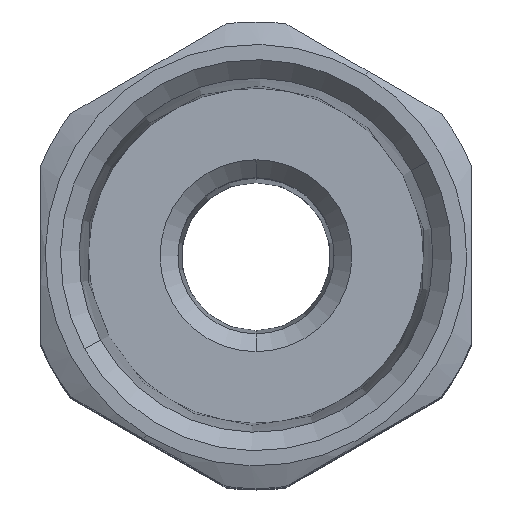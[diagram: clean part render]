
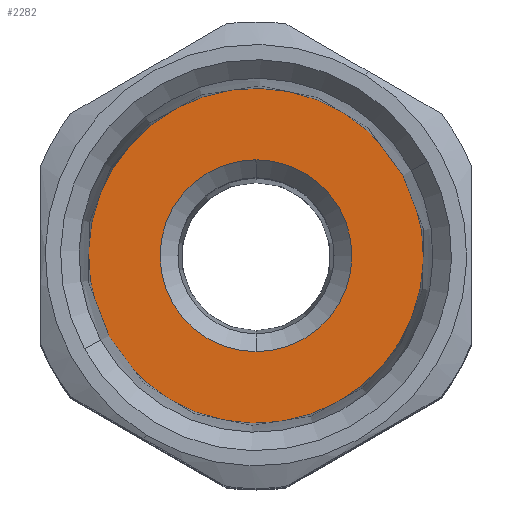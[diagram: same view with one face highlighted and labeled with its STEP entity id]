
A CAD part, top view. The second image highlights one B-rep face of the part: STEP entity #2282.
In plain terms, the highlighted planar face has unit normal (0, 0, 1).
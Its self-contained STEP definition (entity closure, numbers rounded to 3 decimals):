
#2244=AXIS2_PLACEMENT_3D('Plane Axis2P3D',#2241,#2242,#2243) ;
#2248=AXIS2_PLACEMENT_3D('Circle Axis2P3D',#2246,#2247,$) ;
#2257=AXIS2_PLACEMENT_3D('Circle Axis2P3D',#2255,#2256,$) ;
#2266=AXIS2_PLACEMENT_3D('Circle Axis2P3D',#2264,#2265,$) ;
#2275=AXIS2_PLACEMENT_3D('Circle Axis2P3D',#2273,#2274,$) ;
#2241=CARTESIAN_POINT('Axis2P3D Location',(12.,13.,49.75)) ;
#2246=CARTESIAN_POINT('Axis2P3D Location',(12.,13.,49.75)) ;
#2250=CARTESIAN_POINT('Vertex',(3.803,8.522,49.75)) ;
#2252=CARTESIAN_POINT('Vertex',(20.197,17.478,49.75)) ;
#2255=CARTESIAN_POINT('Axis2P3D Location',(12.,13.,49.75)) ;
#2264=CARTESIAN_POINT('Axis2P3D Location',(12.,13.,49.75)) ;
#2268=CARTESIAN_POINT('Vertex',(12.,18.35,49.75)) ;
#2270=CARTESIAN_POINT('Vertex',(12.,7.65,49.75)) ;
#2273=CARTESIAN_POINT('Axis2P3D Location',(12.,13.,49.75)) ;
#2242=DIRECTION('Axis2P3D Direction',(0.,0.,1.)) ;
#2243=DIRECTION('Axis2P3D XDirection',(0.,1.,0.)) ;
#2247=DIRECTION('Axis2P3D Direction',(0.,0.,1.)) ;
#2256=DIRECTION('Axis2P3D Direction',(0.,0.,1.)) ;
#2265=DIRECTION('Axis2P3D Direction',(0.,0.,1.)) ;
#2274=DIRECTION('Axis2P3D Direction',(0.,0.,1.)) ;
#2261=ORIENTED_EDGE('',*,*,#2254,.T.) ;
#2262=ORIENTED_EDGE('',*,*,#2259,.T.) ;
#2279=ORIENTED_EDGE('',*,*,#2272,.F.) ;
#2280=ORIENTED_EDGE('',*,*,#2277,.F.) ;
#2281=FACE_BOUND('',#2278,.T.) ;
#2282=ADVANCED_FACE('BODY',(#2263,#2281),#2245,.T.) ;
#2249=CIRCLE('generated circle',#2248,9.341) ;
#2258=CIRCLE('generated circle',#2257,9.341) ;
#2267=CIRCLE('generated circle',#2266,5.35) ;
#2276=CIRCLE('generated circle',#2275,5.35) ;
#2254=EDGE_CURVE('',#2251,#2253,#2249,.T.) ;
#2259=EDGE_CURVE('',#2253,#2251,#2258,.T.) ;
#2272=EDGE_CURVE('',#2269,#2271,#2267,.T.) ;
#2277=EDGE_CURVE('',#2271,#2269,#2276,.T.) ;
#2260=EDGE_LOOP('',(#2261,#2262)) ;
#2278=EDGE_LOOP('',(#2279,#2280)) ;
#2263=FACE_OUTER_BOUND('',#2260,.T.) ;
#2245=PLANE('',#2244) ;
#2251=VERTEX_POINT('',#2250) ;
#2253=VERTEX_POINT('',#2252) ;
#2269=VERTEX_POINT('',#2268) ;
#2271=VERTEX_POINT('',#2270) ;
